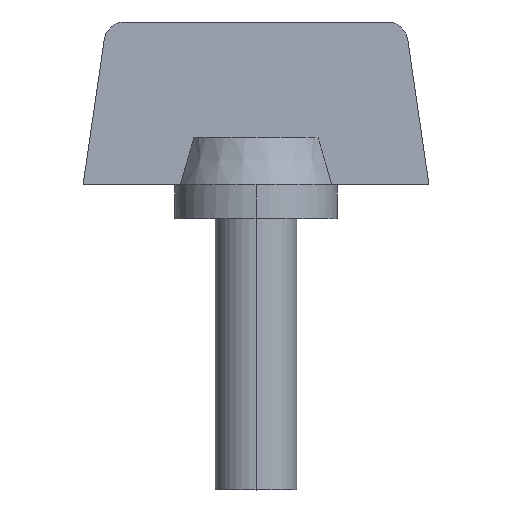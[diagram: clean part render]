
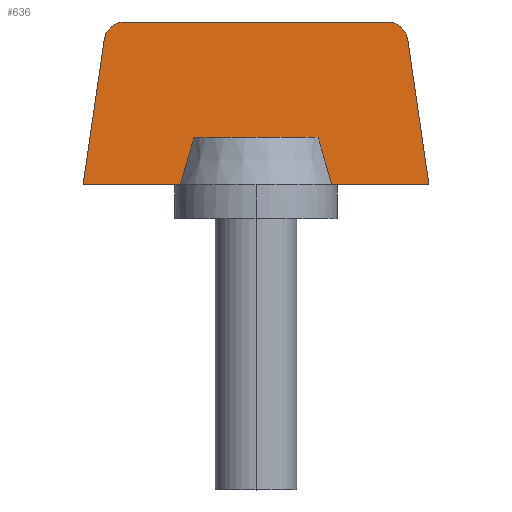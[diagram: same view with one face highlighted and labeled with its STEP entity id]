
A CAD part, top view. The second image highlights one B-rep face of the part: STEP entity #636.
In plain terms, the highlighted planar face has unit normal (0, 0.05, 0.999).
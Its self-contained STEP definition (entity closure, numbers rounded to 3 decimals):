
#3 = CARTESIAN_POINT ( 'NONE',  ( 12.75, 2.5, 2.2 ) ) ;
#4 = CARTESIAN_POINT ( 'NONE',  ( -12.75, 2.5, 2.2 ) ) ;
#23 = DIRECTION ( 'NONE',  ( 0., -0.05, -0.999 ) ) ;
#26 = CARTESIAN_POINT ( 'NONE',  ( 12.75, 14.5, 1.6 ) ) ;
#28 = PLANE ( 'NONE',  #207 ) ;
#41 = DIRECTION ( 'NONE',  ( 0., 0.999, -0.05 ) ) ;
#45 = CARTESIAN_POINT ( 'NONE',  ( -9.703, 14.5, 1.6 ) ) ;
#50 = CARTESIAN_POINT ( 'NONE',  ( -4.572, 6., 2.025 ) ) ;
#51 = CARTESIAN_POINT ( 'NONE',  ( -11.187, 13.216, 1.664 ) ) ;
#53 = CARTESIAN_POINT ( 'NONE',  ( 4.572, 6., 2.025 ) ) ;
#57 = CARTESIAN_POINT ( 'NONE',  ( 5.582, 2.5, 2.2 ) ) ;
#58 = CARTESIAN_POINT ( 'NONE',  ( 11.187, 13.216, 1.664 ) ) ;
#60 = DIRECTION ( 'NONE',  ( -1., 0., 0. ) ) ;
#66 = CARTESIAN_POINT ( 'NONE',  ( 12.75, 2.5, 2.2 ) ) ;
#86 = VECTOR ( 'NONE', #353, 1000. ) ;
#92 = VECTOR ( 'NONE', #521, 1000. ) ;
#97 = VECTOR ( 'NONE', #512, 1000. ) ;
#106 = VECTOR ( 'NONE', #363, 1000. ) ;
#108 = VECTOR ( 'NONE', #60, 1000. ) ;
#161 =( BOUNDED_CURVE ( )  B_SPLINE_CURVE ( 3, ( #534, #533, #532, #531 ),
 .UNSPECIFIED., .F., .T. ) 
 B_SPLINE_CURVE_WITH_KNOTS ( ( 4, 4 ),
 ( 1.716, 3.142 ),
 .UNSPECIFIED. ) 
 CURVE ( )  GEOMETRIC_REPRESENTATION_ITEM ( )  RATIONAL_B_SPLINE_CURVE ( ( 1., 0.838, 0.838, 1. ) ) 
 REPRESENTATION_ITEM ( '' )  );
#165 =( BOUNDED_CURVE ( )  B_SPLINE_CURVE ( 3, ( #505, #500, #499, #493 ),
 .UNSPECIFIED., .F., .T. ) 
 B_SPLINE_CURVE_WITH_KNOTS ( ( 4, 4 ),
 ( 3.142, 4.568 ),
 .UNSPECIFIED. ) 
 CURVE ( )  GEOMETRIC_REPRESENTATION_ITEM ( )  RATIONAL_B_SPLINE_CURVE ( ( 1., 0.838, 0.838, 1. ) ) 
 REPRESENTATION_ITEM ( '' )  );
#207 = AXIS2_PLACEMENT_3D ( 'NONE', #26, #23, #41 ) ;
#221 = VECTOR ( 'NONE', #503, 1000. ) ;
#240 = LINE ( 'NONE', #504, #221 ) ;
#260 = LINE ( 'NONE', #522, #92 ) ;
#267 = LINE ( 'NONE', #354, #86 ) ;
#279 = FACE_OUTER_BOUND ( 'NONE', #295, .T. ) ;
#295 = EDGE_LOOP ( 'NONE', ( #409, #404, #405, #401, #474, #473, #466, #448, #467, #458 ) ) ;
#317 = LINE ( 'NONE', #513, #97 ) ;
#323 = LINE ( 'NONE', #364, #106 ) ;
#341 = LINE ( 'NONE', #66, #108 ) ;
#353 = DIRECTION ( 'NONE',  ( -0.144, 0.988, -0.049 ) ) ;
#354 = CARTESIAN_POINT ( 'NONE',  ( 11.036, 14.251, 1.612 ) ) ;
#355 = CARTESIAN_POINT ( 'NONE',  ( 5.582, 2.5, 2.2 ) ) ;
#356 = CARTESIAN_POINT ( 'NONE',  ( 5.247, 3.667, 2.142 ) ) ;
#357 = CARTESIAN_POINT ( 'NONE',  ( 4.91, 4.834, 2.083 ) ) ;
#358 = CARTESIAN_POINT ( 'NONE',  ( 4.572, 6., 2.025 ) ) ;
#363 = DIRECTION ( 'NONE',  ( -1., 0., 0. ) ) ;
#364 = CARTESIAN_POINT ( 'NONE',  ( 12.75, 14.5, 1.6 ) ) ;
#375 = CARTESIAN_POINT ( 'NONE',  ( -4.572, 6., 2.025 ) ) ;
#376 = CARTESIAN_POINT ( 'NONE',  ( -4.91, 4.834, 2.083 ) ) ;
#377 = CARTESIAN_POINT ( 'NONE',  ( -5.247, 3.667, 2.142 ) ) ;
#378 = CARTESIAN_POINT ( 'NONE',  ( -5.582, 2.5, 2.2 ) ) ;
#401 = ORIENTED_EDGE ( 'NONE', *, *, #604, .T. ) ;
#404 = ORIENTED_EDGE ( 'NONE', *, *, #603, .T. ) ;
#405 = ORIENTED_EDGE ( 'NONE', *, *, #618, .F. ) ;
#409 = ORIENTED_EDGE ( 'NONE', *, *, #607, .T. ) ;
#412 = VERTEX_POINT ( 'NONE', #4 ) ;
#413 = VERTEX_POINT ( 'NONE', #3 ) ;
#419 = VERTEX_POINT ( 'NONE', #648 ) ;
#420 = VERTEX_POINT ( 'NONE', #645 ) ;
#440 = VERTEX_POINT ( 'NONE', #45 ) ;
#448 = ORIENTED_EDGE ( 'NONE', *, *, #606, .T. ) ;
#458 = ORIENTED_EDGE ( 'NONE', *, *, #596, .T. ) ;
#466 = ORIENTED_EDGE ( 'NONE', *, *, #608, .T. ) ;
#467 = ORIENTED_EDGE ( 'NONE', *, *, #573, .F. ) ;
#473 = ORIENTED_EDGE ( 'NONE', *, *, #601, .T. ) ;
#474 = ORIENTED_EDGE ( 'NONE', *, *, #609, .T. ) ;
#493 = CARTESIAN_POINT ( 'NONE',  ( -11.187, 13.216, 1.664 ) ) ;
#499 = CARTESIAN_POINT ( 'NONE',  ( -11.074, 13.989, 1.626 ) ) ;
#500 = CARTESIAN_POINT ( 'NONE',  ( -10.484, 14.5, 1.6 ) ) ;
#503 = DIRECTION ( 'NONE',  ( -1., 0., 0. ) ) ;
#504 = CARTESIAN_POINT ( 'NONE',  ( 12.75, 2.5, 2.2 ) ) ;
#505 = CARTESIAN_POINT ( 'NONE',  ( -9.703, 14.5, 1.6 ) ) ;
#512 = DIRECTION ( 'NONE',  ( 1., 0., 0. ) ) ;
#513 = CARTESIAN_POINT ( 'NONE',  ( 12.75, 6., 2.025 ) ) ;
#521 = DIRECTION ( 'NONE',  ( -0.144, -0.988, 0.049 ) ) ;
#522 = CARTESIAN_POINT ( 'NONE',  ( -10.507, 17.883, 1.431 ) ) ;
#531 = CARTESIAN_POINT ( 'NONE',  ( 9.703, 14.5, 1.6 ) ) ;
#532 = CARTESIAN_POINT ( 'NONE',  ( 10.484, 14.5, 1.6 ) ) ;
#533 = CARTESIAN_POINT ( 'NONE',  ( 11.074, 13.989, 1.626 ) ) ;
#534 = CARTESIAN_POINT ( 'NONE',  ( 11.187, 13.216, 1.664 ) ) ;
#536 = VERTEX_POINT ( 'NONE', #50 ) ;
#537 = VERTEX_POINT ( 'NONE', #51 ) ;
#539 = VERTEX_POINT ( 'NONE', #53 ) ;
#542 = VERTEX_POINT ( 'NONE', #57 ) ;
#543 = VERTEX_POINT ( 'NONE', #58 ) ;
#545 = B_SPLINE_CURVE_WITH_KNOTS ( 'NONE', 3,
 ( #358, #357, #356, #355 ),
 .UNSPECIFIED., .F., .F.,
 ( 4, 4 ),
 ( 0., 0.004 ),
 .UNSPECIFIED. ) ;
#547 = B_SPLINE_CURVE_WITH_KNOTS ( 'NONE', 3,
 ( #378, #377, #376, #375 ),
 .UNSPECIFIED., .F., .F.,
 ( 4, 4 ),
 ( 0., 0.004 ),
 .UNSPECIFIED. ) ;
#573 = EDGE_CURVE ( 'NONE', #420, #412, #341, .T. ) ;
#596 = EDGE_CURVE ( 'NONE', #420, #536, #547, .T. ) ;
#601 = EDGE_CURVE ( 'NONE', #419, #440, #323, .T. ) ;
#603 = EDGE_CURVE ( 'NONE', #539, #542, #545, .T. ) ;
#604 = EDGE_CURVE ( 'NONE', #413, #543, #267, .T. ) ;
#606 = EDGE_CURVE ( 'NONE', #537, #412, #260, .T. ) ;
#607 = EDGE_CURVE ( 'NONE', #536, #539, #317, .T. ) ;
#608 = EDGE_CURVE ( 'NONE', #440, #537, #165, .T. ) ;
#609 = EDGE_CURVE ( 'NONE', #543, #419, #161, .T. ) ;
#618 = EDGE_CURVE ( 'NONE', #413, #542, #240, .T. ) ;
#636 = ADVANCED_FACE ( 'NONE', ( #279 ), #28, .F. ) ;
#645 = CARTESIAN_POINT ( 'NONE',  ( -5.582, 2.5, 2.2 ) ) ;
#648 = CARTESIAN_POINT ( 'NONE',  ( 9.703, 14.5, 1.6 ) ) ;
